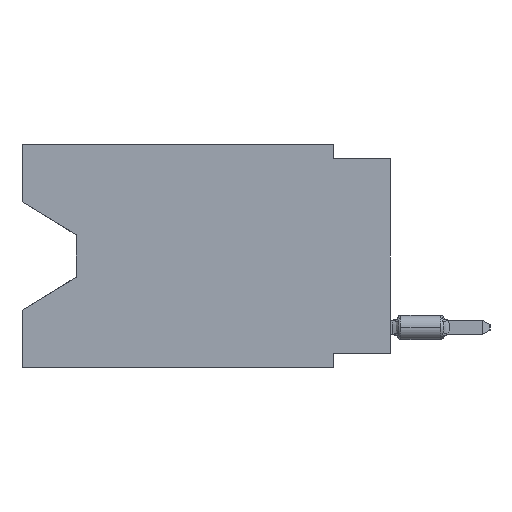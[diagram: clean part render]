
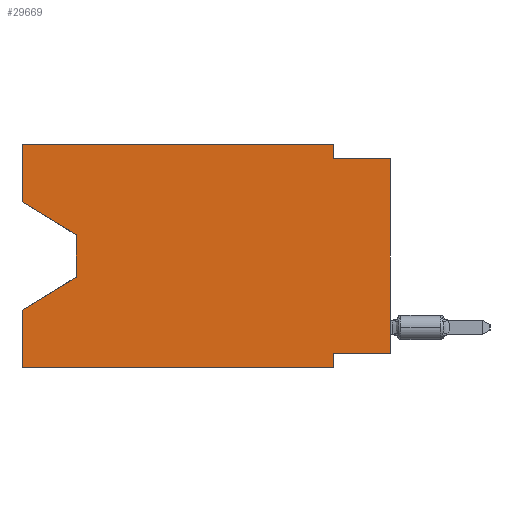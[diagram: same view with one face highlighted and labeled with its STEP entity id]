
A CAD part, left-side view. The second image highlights one B-rep face of the part: STEP entity #29669.
In plain terms, the highlighted planar face has unit normal (-1, 0, 0).
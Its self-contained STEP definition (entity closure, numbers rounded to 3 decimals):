
#242 = EDGE_CURVE ( 'NONE', #23700, #39228, #33975, .T. ) ;
#312 = DIRECTION ( 'NONE',  ( 0., 1., 0. ) ) ;
#864 = EDGE_CURVE ( 'NONE', #6265, #55189, #26627, .T. ) ;
#1455 = ORIENTED_EDGE ( 'NONE', *, *, #14843, .T. ) ;
#2371 = LINE ( 'NONE', #49882, #33217 ) ;
#2426 = ORIENTED_EDGE ( 'NONE', *, *, #44070, .T. ) ;
#2488 = EDGE_LOOP ( 'NONE', ( #49905, #41210, #1455, #10012, #46936, #41406, #39531, #2426, #24418, #2636, #42689, #35283 ) ) ;
#2636 = ORIENTED_EDGE ( 'NONE', *, *, #31150, .F. ) ;
#3128 = LINE ( 'NONE', #20240, #50347 ) ;
#3815 = CARTESIAN_POINT ( 'NONE',  ( 0., 16.383, -7.36 ) ) ;
#3974 = LINE ( 'NONE', #41463, #7670 ) ;
#4304 = EDGE_CURVE ( 'NONE', #28271, #4627, #9183, .T. ) ;
#4523 = VERTEX_POINT ( 'NONE', #19559 ) ;
#4627 = VERTEX_POINT ( 'NONE', #42149 ) ;
#5509 = VECTOR ( 'NONE', #50731, 1000. ) ;
#6265 = VERTEX_POINT ( 'NONE', #53527 ) ;
#7670 = VECTOR ( 'NONE', #29457, 1000. ) ;
#9064 = EDGE_CURVE ( 'NONE', #49075, #9347, #32359, .T. ) ;
#9183 = LINE ( 'NONE', #30202, #12777 ) ;
#9347 = VERTEX_POINT ( 'NONE', #46157 ) ;
#9529 = DIRECTION ( 'NONE',  ( 0., 0., 1. ) ) ;
#10012 = ORIENTED_EDGE ( 'NONE', *, *, #242, .F. ) ;
#11316 = CARTESIAN_POINT ( 'NONE',  ( 0., 16.383, -9.906 ) ) ;
#12777 = VECTOR ( 'NONE', #48036, 1000. ) ;
#12816 = EDGE_CURVE ( 'NONE', #23700, #4523, #36251, .T. ) ;
#14580 = CARTESIAN_POINT ( 'NONE',  ( 0., 0., 0. ) ) ;
#14843 = EDGE_CURVE ( 'NONE', #33338, #39228, #2371, .T. ) ;
#15569 = CARTESIAN_POINT ( 'NONE',  ( 0., 0., -0.635 ) ) ;
#16023 = DIRECTION ( 'NONE',  ( 0., 0., -1. ) ) ;
#16096 = DIRECTION ( 'NONE',  ( 0., 0.855, -0.519 ) ) ;
#18669 = VECTOR ( 'NONE', #29222, 1000. ) ;
#18865 = CARTESIAN_POINT ( 'NONE',  ( 0., 16.383, -2.546 ) ) ;
#19386 = VECTOR ( 'NONE', #32894, 1000. ) ;
#19477 = LINE ( 'NONE', #36518, #36687 ) ;
#19559 = CARTESIAN_POINT ( 'NONE',  ( 0., 2.54, -9.906 ) ) ;
#20216 = EDGE_CURVE ( 'NONE', #28271, #49603, #37636, .T. ) ;
#20240 = CARTESIAN_POINT ( 'NONE',  ( 0., 13.97, -4.013 ) ) ;
#21680 = CARTESIAN_POINT ( 'NONE',  ( 0., 16.383, 0. ) ) ;
#22140 = EDGE_CURVE ( 'NONE', #4627, #33338, #3128, .T. ) ;
#23505 = DIRECTION ( 'NONE',  ( 0., -1., 0. ) ) ;
#23700 = VERTEX_POINT ( 'NONE', #44345 ) ;
#24418 = ORIENTED_EDGE ( 'NONE', *, *, #9064, .F. ) ;
#25223 = CARTESIAN_POINT ( 'NONE',  ( 0., 2.54, -9.271 ) ) ;
#26343 = CARTESIAN_POINT ( 'NONE',  ( 0., 13.97, -5.893 ) ) ;
#26627 = LINE ( 'NONE', #47548, #42131 ) ;
#27679 = VECTOR ( 'NONE', #35066, 1000. ) ;
#27943 = CARTESIAN_POINT ( 'NONE',  ( 0., 16.383, 0. ) ) ;
#28141 = DIRECTION ( 'NONE',  ( 0., 0., -1. ) ) ;
#28271 = VERTEX_POINT ( 'NONE', #18865 ) ;
#29222 = DIRECTION ( 'NONE',  ( 0., -1., 0. ) ) ;
#29457 = DIRECTION ( 'NONE',  ( 0., 0., -1. ) ) ;
#29669 = ADVANCED_FACE ( 'NONE', ( #40632 ), #37002, .F. ) ;
#30202 = CARTESIAN_POINT ( 'NONE',  ( 0., 16.383, -2.546 ) ) ;
#31150 = EDGE_CURVE ( 'NONE', #45884, #49075, #19477, .T. ) ;
#32359 = LINE ( 'NONE', #15569, #18669 ) ;
#32808 = CARTESIAN_POINT ( 'NONE',  ( 0., 16.383, 0. ) ) ;
#32894 = DIRECTION ( 'NONE',  ( 0., -1., 0. ) ) ;
#33217 = VECTOR ( 'NONE', #16096, 1000. ) ;
#33338 = VERTEX_POINT ( 'NONE', #26343 ) ;
#33731 = CARTESIAN_POINT ( 'NONE',  ( 0., 16.383, 0. ) ) ;
#33975 = LINE ( 'NONE', #21680, #27679 ) ;
#35066 = DIRECTION ( 'NONE',  ( 0., 0., 1. ) ) ;
#35283 = ORIENTED_EDGE ( 'NONE', *, *, #20216, .F. ) ;
#35843 = LINE ( 'NONE', #14580, #54285 ) ;
#36251 = LINE ( 'NONE', #11316, #19386 ) ;
#36518 = CARTESIAN_POINT ( 'NONE',  ( 0., 2.54, 0. ) ) ;
#36687 = VECTOR ( 'NONE', #28141, 1000. ) ;
#37002 = PLANE ( 'NONE',  #43550 ) ;
#37636 = LINE ( 'NONE', #33731, #5509 ) ;
#39228 = VERTEX_POINT ( 'NONE', #3815 ) ;
#39531 = ORIENTED_EDGE ( 'NONE', *, *, #864, .F. ) ;
#40632 = FACE_OUTER_BOUND ( 'NONE', #2488, .T. ) ;
#41210 = ORIENTED_EDGE ( 'NONE', *, *, #22140, .T. ) ;
#41406 = ORIENTED_EDGE ( 'NONE', *, *, #48830, .F. ) ;
#41463 = CARTESIAN_POINT ( 'NONE',  ( 0., 2.54, -9.906 ) ) ;
#42131 = VECTOR ( 'NONE', #312, 1000. ) ;
#42149 = CARTESIAN_POINT ( 'NONE',  ( 0., 13.97, -4.013 ) ) ;
#42689 = ORIENTED_EDGE ( 'NONE', *, *, #50828, .F. ) ;
#43550 = AXIS2_PLACEMENT_3D ( 'NONE', #32808, #49258, #45090 ) ;
#43759 = VECTOR ( 'NONE', #23505, 1000. ) ;
#44070 = EDGE_CURVE ( 'NONE', #6265, #9347, #35843, .T. ) ;
#44345 = CARTESIAN_POINT ( 'NONE',  ( 0., 16.383, -9.906 ) ) ;
#44702 = LINE ( 'NONE', #52789, #43759 ) ;
#45090 = DIRECTION ( 'NONE',  ( 0., 0., -1. ) ) ;
#45884 = VERTEX_POINT ( 'NONE', #51083 ) ;
#46157 = CARTESIAN_POINT ( 'NONE',  ( 0., 0., -0.635 ) ) ;
#46936 = ORIENTED_EDGE ( 'NONE', *, *, #12816, .T. ) ;
#47548 = CARTESIAN_POINT ( 'NONE',  ( 0., 0., -9.271 ) ) ;
#48036 = DIRECTION ( 'NONE',  ( 0., -0.855, -0.519 ) ) ;
#48830 = EDGE_CURVE ( 'NONE', #55189, #4523, #3974, .T. ) ;
#48924 = CARTESIAN_POINT ( 'NONE',  ( 0., 2.54, -0.635 ) ) ;
#49075 = VERTEX_POINT ( 'NONE', #48924 ) ;
#49258 = DIRECTION ( 'NONE',  ( 1., 0., 0. ) ) ;
#49603 = VERTEX_POINT ( 'NONE', #27943 ) ;
#49882 = CARTESIAN_POINT ( 'NONE',  ( 0., 13.97, -5.893 ) ) ;
#49905 = ORIENTED_EDGE ( 'NONE', *, *, #4304, .T. ) ;
#50347 = VECTOR ( 'NONE', #16023, 1000. ) ;
#50731 = DIRECTION ( 'NONE',  ( 0., 0., 1. ) ) ;
#50828 = EDGE_CURVE ( 'NONE', #49603, #45884, #44702, .T. ) ;
#51083 = CARTESIAN_POINT ( 'NONE',  ( 0., 2.54, 0. ) ) ;
#52789 = CARTESIAN_POINT ( 'NONE',  ( 0., 16.383, 0. ) ) ;
#53527 = CARTESIAN_POINT ( 'NONE',  ( 0., 0., -9.271 ) ) ;
#54285 = VECTOR ( 'NONE', #9529, 1000. ) ;
#55189 = VERTEX_POINT ( 'NONE', #25223 ) ;
